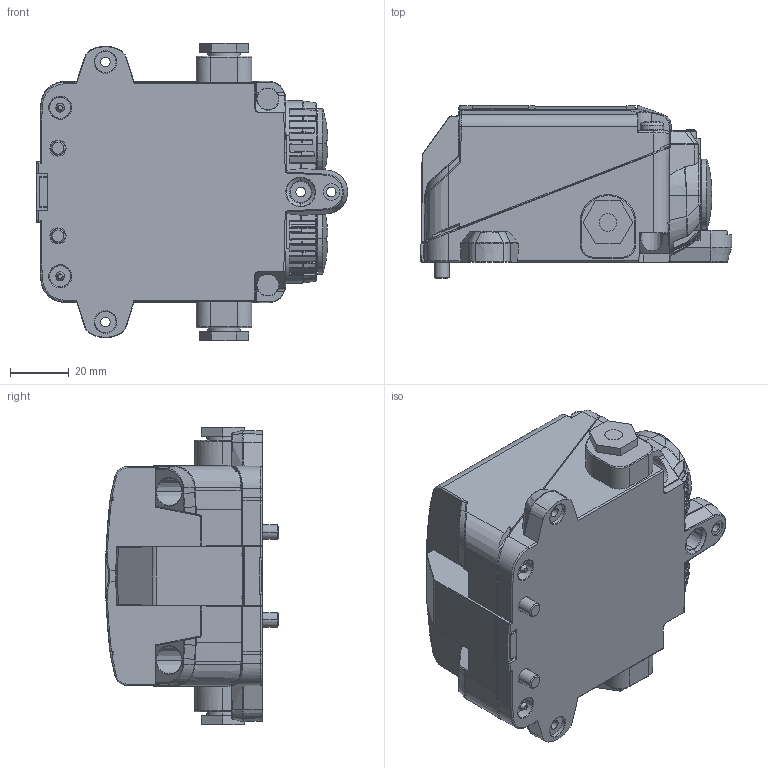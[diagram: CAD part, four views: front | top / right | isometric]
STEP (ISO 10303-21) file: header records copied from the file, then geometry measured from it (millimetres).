
FILE_DESCRIPTION((''),'2;1');
FILE_NAME('DM_CAD-2743_GEHAEUSE_F31K2_B33_ASM','2017-07-12T',('creinig-se'),(''),'PRO/ENGINEER BY PARAMETRIC TECHNOLOGY CORPORATION, 2015440','PRO/ENGINEER BY PARAMETRIC TECHNOLOGY CORPORATION, 2015440','');
FILE_SCHEMA(('CONFIG_CONTROL_DESIGN'));
Products named in the file (6): DM_CAD-2743_F31K2_B33; DM_CAD-1961_DICHTUNG; DM_CAD-1961_ACTUATOR_SCREW; DM_CAD-1961_BLIND_PLUG_M20; DM_CAD-1961_GEHAUSED_SCHRUMPFV; DM_CAD-2743_GEHAEUSE_F31K2_B33_ASM
Assembly tree (7 placements, depth 2):
  DM_CAD-2743_GEHAEUSE_F31K2_B33_ASM
    DM_CAD-2743_F31K2_B33
    DM_CAD-1961_DICHTUNG
    DM_CAD-1961_ACTUATOR_SCREW  x2
    DM_CAD-1961_BLIND_PLUG_M20  x2
    DM_CAD-1961_GEHAUSED_SCHRUMPFV
Bounding box: 106.3 x 58.97 x 101.5 mm (x, y, z)
Volume: 347418.5 mm3; surface area: 61713.4 mm2
Topology: 7 solids, 15 shells, 1777 faces, 4607 edges, 2960 vertices
Faces by surface type: bspline 486, plane 467, cylinder 462, torus 204, cone 112, sphere 29, extrusion 17
Entity records: 87000 total; most frequent: CARTESIAN_POINT 36890, ORIENTED_EDGE 8412, DIRECTION 6390, EDGE_CURVE 4206, PRESENTATION_STYLE_ASSIGNMENT 3634, STYLED_ITEM 3608, CURVE_STYLE 3136, VERTEX_POINT 2594
